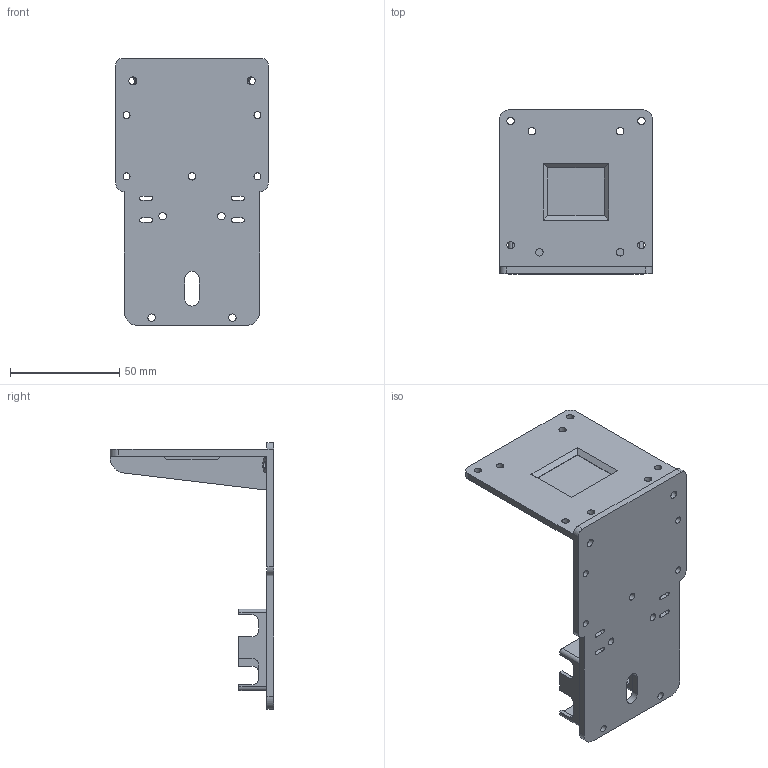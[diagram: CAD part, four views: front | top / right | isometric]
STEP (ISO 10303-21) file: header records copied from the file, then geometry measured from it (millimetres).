
FILE_DESCRIPTION(('FreeCAD Model'),'2;1');
FILE_NAME('Open CASCADE Shape Model','2022-10-10T15:33:48',(''),(''), 'Open CASCADE STEP processor 7.5','FreeCAD','Unknown');
FILE_SCHEMA(('AUTOMOTIVE_DESIGN { 1 0 10303 214 1 1 1 1 }'));
Length unit declared in the file: millimetre
Products named in the file (1): Platine-ready
Bounding box: 70 x 75 x 122.37 mm (x, y, z)
Volume: 51177.5 mm3; surface area: 36408.1 mm2
Topology: 1 solids, 1 shells, 186 faces, 527 edges, 350 vertices
Faces by surface type: plane 115, cylinder 69, cone 2
Full cylindrical faces by diameter (mm): 3.2 x4, 3.4 x13, 3.6 x4, 19.587 x2
Entity records: 14383 total; most frequent: CARTESIAN_POINT 3370, DIRECTION 1960, LINE 1193, VECTOR 1193, ORIENTED_EDGE 1054, PCURVE 1054, DEFINITIONAL_REPRESENTATION 1054, EDGE_CURVE 527
